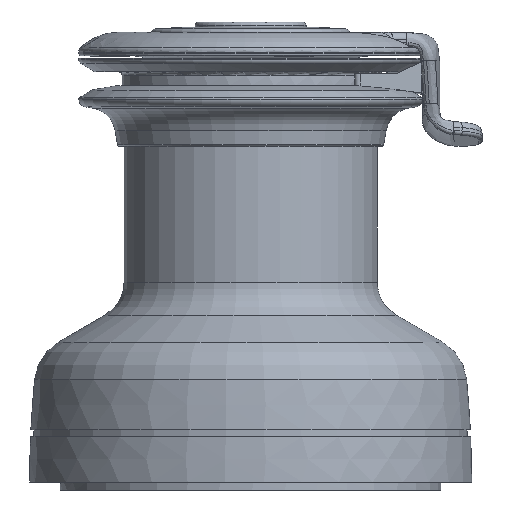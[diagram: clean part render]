
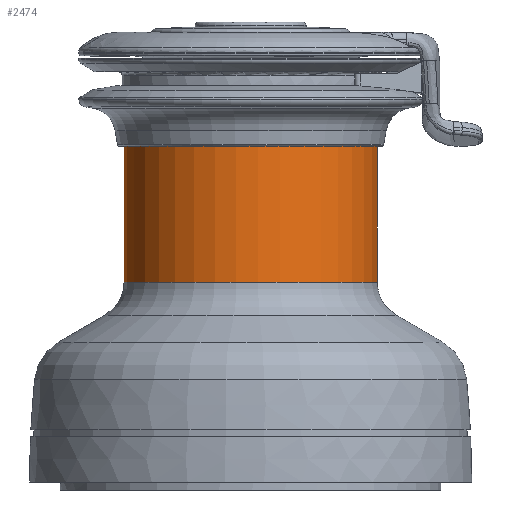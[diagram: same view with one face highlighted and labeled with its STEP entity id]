
A CAD part, left-side view. The second image highlights one B-rep face of the part: STEP entity #2474.
In plain terms, the highlighted cylindrical face has radius 36.5 mm (diameter 73 mm), a full revolution.
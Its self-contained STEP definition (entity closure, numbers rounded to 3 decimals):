
#468=FACE_BOUND('',#841,.T.);
#632=FACE_OUTER_BOUND('',#840,.T.);
#840=EDGE_LOOP('',(#2247));
#841=EDGE_LOOP('',(#2248));
#871=CIRCLE('',#2509,36.5);
#1004=CIRCLE('',#2776,36.5);
#1021=VERTEX_POINT('',#3535);
#1244=VERTEX_POINT('',#6071);
#1261=EDGE_CURVE('',#1021,#1021,#871,.T.);
#1584=EDGE_CURVE('',#1244,#1244,#1004,.T.);
#2247=ORIENTED_EDGE('',*,*,#1584,.T.);
#2248=ORIENTED_EDGE('',*,*,#1261,.F.);
#2319=CYLINDRICAL_SURFACE('',#2775,36.5);
#2474=ADVANCED_FACE('',(#632,#468),#2319,.T.);
#2509=AXIS2_PLACEMENT_3D('',#3536,#2839,#2840);
#2775=AXIS2_PLACEMENT_3D('',#6070,#3475,#3476);
#2776=AXIS2_PLACEMENT_3D('',#6072,#3477,#3478);
#2839=DIRECTION('center_axis',(0.,0.,
1.));
#2840=DIRECTION('ref_axis',(-0.114,-0.994,0.));
#3475=DIRECTION('center_axis',(0.,0.,
1.));
#3476=DIRECTION('ref_axis',(0.114,0.994,0.));
#3477=DIRECTION('center_axis',(0.,0.,
1.));
#3478=DIRECTION('ref_axis',(0.114,0.994,0.));
#3535=CARTESIAN_POINT('',(4.148,36.263,99.4));
#3536=CARTESIAN_POINT('Origin',(0.,0.,
99.4));
#6070=CARTESIAN_POINT('Origin',(0.,0.,
80.1));
#6071=CARTESIAN_POINT('',(4.148,36.263,59.8));
#6072=CARTESIAN_POINT('Origin',(0.,0.,
59.8));
